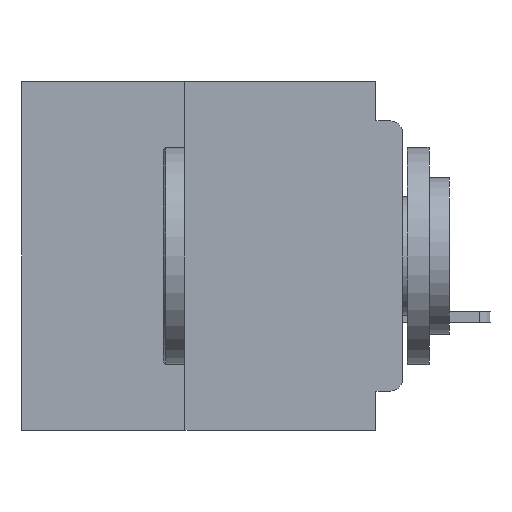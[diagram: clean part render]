
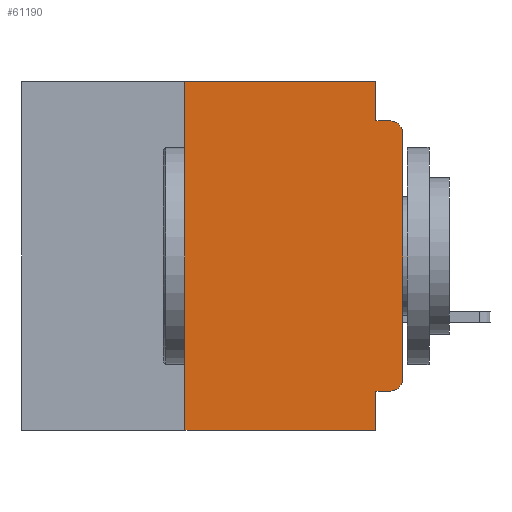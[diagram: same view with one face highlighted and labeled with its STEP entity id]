
A CAD part, left-side view. The second image highlights one B-rep face of the part: STEP entity #61190.
In plain terms, the highlighted planar face has unit normal (-1, 0, 0).
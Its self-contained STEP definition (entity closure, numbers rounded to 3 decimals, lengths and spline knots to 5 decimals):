
#998 = VERTEX_POINT ( 'NONE', #52878 ) ;
#1550 = CARTESIAN_POINT ( 'NONE',  ( 0., 0., -0.34 ) ) ;
#1685 = CARTESIAN_POINT ( 'NONE',  ( 0., 0.437, -0.4 ) ) ;
#2311 = CARTESIAN_POINT ( 'NONE',  ( 0., 0.437, 0. ) ) ;
#2936 = VECTOR ( 'NONE', #30334, 39.37008 ) ;
#3066 = DIRECTION ( 'NONE',  ( 0., -1., 0. ) ) ;
#3402 = DIRECTION ( 'NONE',  ( 0., 0., -1. ) ) ;
#4470 = CARTESIAN_POINT ( 'NONE',  ( 0., 0., -0.355 ) ) ;
#5041 = PLANE ( 'NONE',  #35655 ) ;
#5468 = ORIENTED_EDGE ( 'NONE', *, *, #19133, .F. ) ;
#6178 = LINE ( 'NONE', #4470, #2936 ) ;
#6431 = VERTEX_POINT ( 'NONE', #41840 ) ;
#6931 = DIRECTION ( 'NONE',  ( 0., -1., 0. ) ) ;
#7165 = AXIS2_PLACEMENT_3D ( 'NONE', #65552, #34490, #3402 ) ;
#7434 = EDGE_CURVE ( 'NONE', #61591, #25795, #66055, .T. ) ;
#7931 = LINE ( 'NONE', #65220, #33885 ) ;
#9609 = ORIENTED_EDGE ( 'NONE', *, *, #46981, .F. ) ;
#10836 = LINE ( 'NONE', #45877, #50602 ) ;
#11477 = EDGE_CURVE ( 'NONE', #998, #13880, #55724, .T. ) ;
#11734 = ORIENTED_EDGE ( 'NONE', *, *, #11477, .T. ) ;
#13094 = LINE ( 'NONE', #2311, #66658 ) ;
#13425 = ORIENTED_EDGE ( 'NONE', *, *, #7434, .F. ) ;
#13880 = VERTEX_POINT ( 'NONE', #1550 ) ;
#15431 = DIRECTION ( 'NONE',  ( 0., 0., -1. ) ) ;
#15841 = AXIS2_PLACEMENT_3D ( 'NONE', #30421, #66684, #35613 ) ;
#16861 = VERTEX_POINT ( 'NONE', #20521 ) ;
#19133 = EDGE_CURVE ( 'NONE', #24209, #16861, #42116, .T. ) ;
#19778 = VERTEX_POINT ( 'NONE', #54818 ) ;
#20153 = DIRECTION ( 'NONE',  ( 0., 0., -1. ) ) ;
#20521 = CARTESIAN_POINT ( 'NONE',  ( 0., 0.031, -0.4 ) ) ;
#20631 = EDGE_CURVE ( 'NONE', #998, #24209, #6178, .T. ) ;
#22604 = EDGE_CURVE ( 'NONE', #27493, #16861, #53760, .T. ) ;
#22800 = ORIENTED_EDGE ( 'NONE', *, *, #46280, .T. ) ;
#24209 = VERTEX_POINT ( 'NONE', #29291 ) ;
#25795 = VERTEX_POINT ( 'NONE', #42898 ) ;
#27493 = VERTEX_POINT ( 'NONE', #34126 ) ;
#28585 = CARTESIAN_POINT ( 'NONE',  ( 0., 0.031, 0. ) ) ;
#29060 = CARTESIAN_POINT ( 'NONE',  ( 0., 0.031, -0.4 ) ) ;
#29291 = CARTESIAN_POINT ( 'NONE',  ( 0., 0.031, -0.355 ) ) ;
#30334 = DIRECTION ( 'NONE',  ( 0., 1., 0. ) ) ;
#30421 = CARTESIAN_POINT ( 'NONE',  ( 0., 0.015, -0.34 ) ) ;
#31500 = ORIENTED_EDGE ( 'NONE', *, *, #63231, .T. ) ;
#31581 = VECTOR ( 'NONE', #65331, 39.37008 ) ;
#32236 = FACE_OUTER_BOUND ( 'NONE', #32829, .T. ) ;
#32829 = EDGE_LOOP ( 'NONE', ( #31500, #22800, #35886, #13425, #39248, #9609, #65649, #5468, #40468, #11734 ) ) ;
#33885 = VECTOR ( 'NONE', #3066, 39.37008 ) ;
#34126 = CARTESIAN_POINT ( 'NONE',  ( 0., 0.25, -0.4 ) ) ;
#34490 = DIRECTION ( 'NONE',  ( -1., 0., 0. ) ) ;
#35082 = DIRECTION ( 'NONE',  ( 0., 0., 1. ) ) ;
#35613 = DIRECTION ( 'NONE',  ( 0., 0., -1. ) ) ;
#35655 = AXIS2_PLACEMENT_3D ( 'NONE', #41327, #46562, #15431 ) ;
#35886 = ORIENTED_EDGE ( 'NONE', *, *, #57590, .F. ) ;
#39248 = ORIENTED_EDGE ( 'NONE', *, *, #55668, .F. ) ;
#40468 = ORIENTED_EDGE ( 'NONE', *, *, #20631, .F. ) ;
#40651 = DIRECTION ( 'NONE',  ( 0., 0., 1. ) ) ;
#41327 = CARTESIAN_POINT ( 'NONE',  ( 0., 0.437, 0. ) ) ;
#41621 = VECTOR ( 'NONE', #6931, 39.37008 ) ;
#41840 = CARTESIAN_POINT ( 'NONE',  ( 0., 0.25, 0. ) ) ;
#42116 = LINE ( 'NONE', #29060, #31581 ) ;
#42898 = CARTESIAN_POINT ( 'NONE',  ( 0., 0.031, -0.045 ) ) ;
#42915 = VERTEX_POINT ( 'NONE', #61290 ) ;
#43837 = DIRECTION ( 'NONE',  ( 0., -1., 0. ) ) ;
#45877 = CARTESIAN_POINT ( 'NONE',  ( 0., 0., 0. ) ) ;
#46036 = CARTESIAN_POINT ( 'NONE',  ( 0., 0.031, 0. ) ) ;
#46280 = EDGE_CURVE ( 'NONE', #42915, #19778, #62708, .T. ) ;
#46562 = DIRECTION ( 'NONE',  ( 1., 0., 0. ) ) ;
#46981 = EDGE_CURVE ( 'NONE', #27493, #6431, #47319, .T. ) ;
#47319 = LINE ( 'NONE', #60737, #61122 ) ;
#50602 = VECTOR ( 'NONE', #40651, 39.37008 ) ;
#52878 = CARTESIAN_POINT ( 'NONE',  ( 0., 0.015, -0.355 ) ) ;
#53760 = LINE ( 'NONE', #1685, #41621 ) ;
#53885 = VECTOR ( 'NONE', #20153, 39.37008 ) ;
#54818 = CARTESIAN_POINT ( 'NONE',  ( 0., 0.015, -0.045 ) ) ;
#55668 = EDGE_CURVE ( 'NONE', #6431, #61591, #13094, .T. ) ;
#55724 = CIRCLE ( 'NONE', #15841, 0.015 ) ;
#57590 = EDGE_CURVE ( 'NONE', #25795, #19778, #7931, .T. ) ;
#60737 = CARTESIAN_POINT ( 'NONE',  ( 0., 0.25, -0.4 ) ) ;
#61122 = VECTOR ( 'NONE', #35082, 39.37008 ) ;
#61190 = ADVANCED_FACE ( 'NONE', ( #32236 ), #5041, .F. ) ;
#61290 = CARTESIAN_POINT ( 'NONE',  ( 0., 0., -0.06 ) ) ;
#61591 = VERTEX_POINT ( 'NONE', #28585 ) ;
#62708 = CIRCLE ( 'NONE', #7165, 0.015 ) ;
#63231 = EDGE_CURVE ( 'NONE', #13880, #42915, #10836, .T. ) ;
#65220 = CARTESIAN_POINT ( 'NONE',  ( 0., 0., -0.045 ) ) ;
#65331 = DIRECTION ( 'NONE',  ( 0., 0., -1. ) ) ;
#65552 = CARTESIAN_POINT ( 'NONE',  ( 0., 0.015, -0.06 ) ) ;
#65649 = ORIENTED_EDGE ( 'NONE', *, *, #22604, .T. ) ;
#66055 = LINE ( 'NONE', #46036, #53885 ) ;
#66658 = VECTOR ( 'NONE', #43837, 39.37008 ) ;
#66684 = DIRECTION ( 'NONE',  ( -1., 0., 0. ) ) ;
